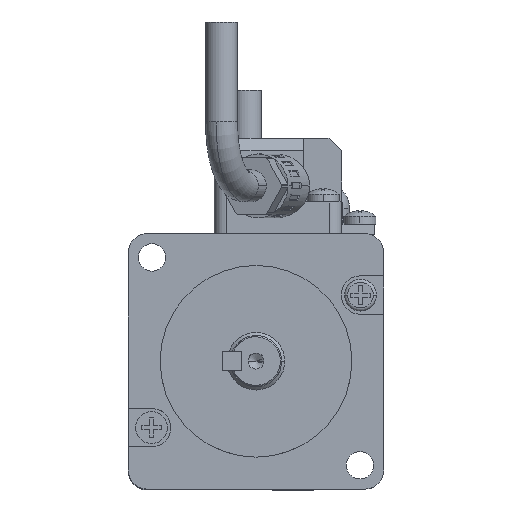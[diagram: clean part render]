
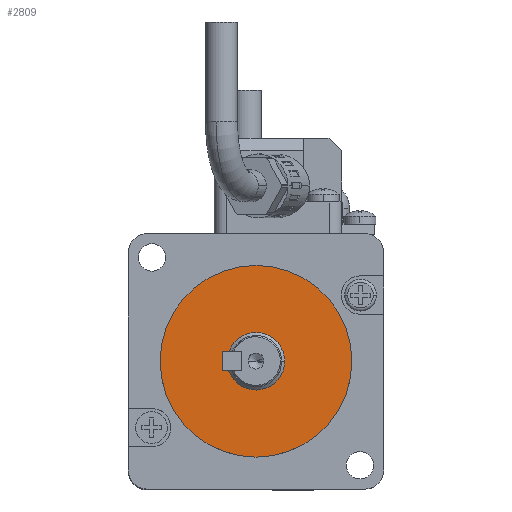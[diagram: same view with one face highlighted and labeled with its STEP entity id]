
A CAD part, top view. The second image highlights one B-rep face of the part: STEP entity #2809.
In plain terms, the highlighted planar face has unit normal (0, 0, 1).
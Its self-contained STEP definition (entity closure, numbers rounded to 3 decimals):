
#877 = AXIS2_PLACEMENT_3D ( 'NONE', #6689, #6685, #6674 ) ;
#990 = DIRECTION ( 'NONE',  ( -1., 0., 0. ) ) ;
#1000 = DIRECTION ( 'NONE',  ( 0., 0., -1. ) ) ;
#1002 = CARTESIAN_POINT ( 'NONE',  ( 0., -15., 3. ) ) ;
#1010 = PLANE ( 'NONE',  #4963 ) ;
#1012 = FACE_BOUND ( 'NONE', #8374, .T. ) ;
#1013 = FACE_OUTER_BOUND ( 'NONE', #8437, .T. ) ;
#1109 = DIRECTION ( 'NONE',  ( -1., 0., 0. ) ) ;
#1113 = DIRECTION ( 'NONE',  ( 0., 0., -1. ) ) ;
#1122 = CARTESIAN_POINT ( 'NONE',  ( 0., 0., 3. ) ) ;
#1285 = AXIS2_PLACEMENT_3D ( 'NONE', #2786, #2784, #2781 ) ;
#1289 = CIRCLE ( 'NONE', #1285, 15. ) ;
#1588 = ORIENTED_EDGE ( 'NONE', *, *, #4378, .T. ) ;
#1601 = ORIENTED_EDGE ( 'NONE', *, *, #1929, .T. ) ;
#1605 = ORIENTED_EDGE ( 'NONE', *, *, #2747, .F. ) ;
#1627 = ORIENTED_EDGE ( 'NONE', *, *, #2119, .F. ) ;
#1883 = AXIS2_PLACEMENT_3D ( 'NONE', #3193, #3181, #3179 ) ;
#1929 = EDGE_CURVE ( 'NONE', #8990, #4592, #2031, .T. ) ;
#2006 = VERTEX_POINT ( 'NONE', #2980 ) ;
#2031 = CIRCLE ( 'NONE', #1883, 4.5 ) ;
#2119 = EDGE_CURVE ( 'NONE', #2006, #8464, #1289, .T. ) ;
#2723 = CARTESIAN_POINT ( 'NONE',  ( -4.5, 0., 3. ) ) ;
#2747 = EDGE_CURVE ( 'NONE', #8464, #2006, #5565, .T. ) ;
#2781 = DIRECTION ( 'NONE',  ( -1., 0., 0. ) ) ;
#2784 = DIRECTION ( 'NONE',  ( 0., 0., -1. ) ) ;
#2786 = CARTESIAN_POINT ( 'NONE',  ( 0., 0., 3. ) ) ;
#2809 = ADVANCED_FACE ( 'NONE', ( #1013, #1012 ), #1010, .F. ) ;
#2980 = CARTESIAN_POINT ( 'NONE',  ( -15., 0., 3. ) ) ;
#3179 = DIRECTION ( 'NONE',  ( -1., 0., 0. ) ) ;
#3181 = DIRECTION ( 'NONE',  ( 0., 0., -1. ) ) ;
#3193 = CARTESIAN_POINT ( 'NONE',  ( 0., 0., 3. ) ) ;
#4120 = CARTESIAN_POINT ( 'NONE',  ( 15., 0., 3. ) ) ;
#4378 = EDGE_CURVE ( 'NONE', #4592, #8990, #6551, .T. ) ;
#4592 = VERTEX_POINT ( 'NONE', #6114 ) ;
#4963 = AXIS2_PLACEMENT_3D ( 'NONE', #1002, #1000, #990 ) ;
#5408 = AXIS2_PLACEMENT_3D ( 'NONE', #1122, #1113, #1109 ) ;
#5565 = CIRCLE ( 'NONE', #5408, 15. ) ;
#6114 = CARTESIAN_POINT ( 'NONE',  ( 4.5, 0., 3. ) ) ;
#6551 = CIRCLE ( 'NONE', #877, 4.5 ) ;
#6674 = DIRECTION ( 'NONE',  ( -1., 0., 0. ) ) ;
#6685 = DIRECTION ( 'NONE',  ( 0., 0., -1. ) ) ;
#6689 = CARTESIAN_POINT ( 'NONE',  ( 0., 0., 3. ) ) ;
#8374 = EDGE_LOOP ( 'NONE', ( #1601, #1588 ) ) ;
#8437 = EDGE_LOOP ( 'NONE', ( #1627, #1605 ) ) ;
#8464 = VERTEX_POINT ( 'NONE', #4120 ) ;
#8990 = VERTEX_POINT ( 'NONE', #2723 ) ;
